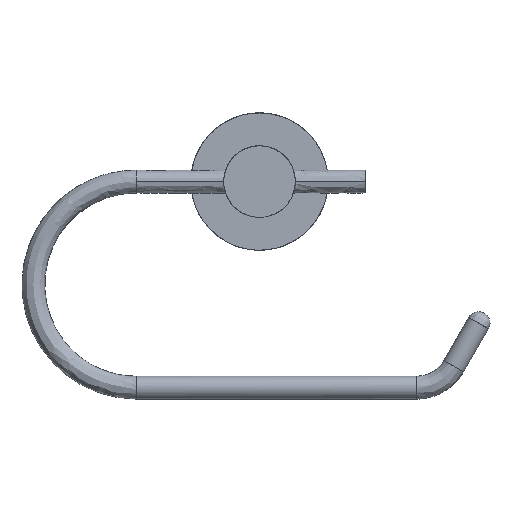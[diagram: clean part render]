
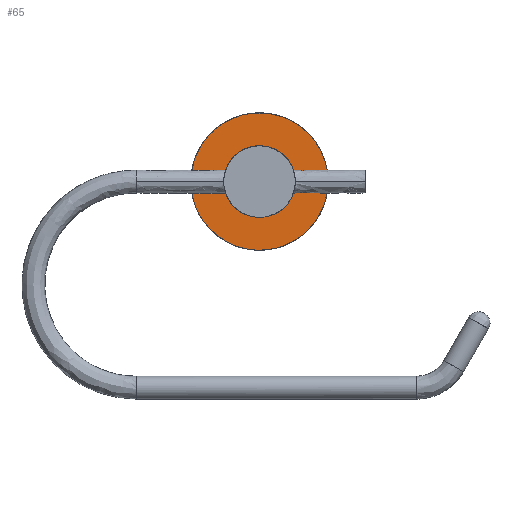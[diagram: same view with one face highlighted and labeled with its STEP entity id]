
A CAD part, front view. The second image highlights one B-rep face of the part: STEP entity #65.
In plain terms, the highlighted free-form (B-spline) face has degree [1, 1] with [2, 2] control points.
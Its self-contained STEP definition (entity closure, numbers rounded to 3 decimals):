
#11=FACE_BOUND('',#118,.T.);
#13=B_SPLINE_SURFACE_WITH_KNOTS('',1,1,((#965,#966),(#967,#968)),
 .UNSPECIFIED.,.F.,.F.,.F.,(2,2),(2,2),(0.,1.),(0.,1.),.UNSPECIFIED.);
#65=ADVANCED_FACE('',(#91,#11),#13,.T.);
#91=FACE_OUTER_BOUND('',#117,.T.);
#117=EDGE_LOOP('',(#150));
#118=EDGE_LOOP('',(#151));
#150=ORIENTED_EDGE('',*,*,#627,.T.);
#151=ORIENTED_EDGE('',*,*,#628,.T.);
#249=PCURVE('',#13,#348);
#250=PCURVE('',#13,#349);
#348=DEFINITIONAL_REPRESENTATION('',(#447),#1927);
#349=DEFINITIONAL_REPRESENTATION('',(#448),#1927);
#447=B_SPLINE_CURVE_WITH_KNOTS('',2,(#980,#981,#982,#983,#984,#985,#986,
#987,#988,#989,#990,#991,#992,#993,#994,#995,#996,#997,#998,#999,#1000,
#1001,#1002,#1003,#1004,#1005,#1006,#1007,#1008,#1009,#1010,#1011,#1012),
 .UNSPECIFIED.,.T.,.F.,(3,2,2,2,2,2,2,2,2,2,2,2,2,2,2,2,3),(0.,0.393,
0.785,1.178,1.571,1.963,2.356,
2.749,3.142,3.534,3.927,4.32,
4.712,5.105,5.498,5.89,6.283),
 .UNSPECIFIED.);
#448=B_SPLINE_CURVE_WITH_KNOTS('',2,(#1022,#1023,#1024,#1025,#1026,#1027,
#1028,#1029,#1030,#1031,#1032,#1033,#1034,#1035,#1036,#1037,#1038),
 .UNSPECIFIED.,.T.,.F.,(3,2,2,2,2,2,2,2,3),(0.,0.785,1.571,
2.356,3.142,3.927,4.712,5.498,
6.283),.UNSPECIFIED.);
#552=SURFACE_CURVE('',#702,(#249),.PCURVE_S1.);
#553=SURFACE_CURVE('',#703,(#250),.PCURVE_S1.);
#627=EDGE_CURVE('',#767,#767,#552,.T.);
#628=EDGE_CURVE('',#768,#768,#553,.T.);
#702=(
BOUNDED_CURVE()
B_SPLINE_CURVE(2,(#971,#972,#973,#974,#975,#976,#977,#978,#979),
 .UNSPECIFIED.,.T.,.F.)
B_SPLINE_CURVE_WITH_KNOTS((3,2,2,2,3),(0.,1.571,3.142,
4.712,6.283),.UNSPECIFIED.)
CURVE()
GEOMETRIC_REPRESENTATION_ITEM()
RATIONAL_B_SPLINE_CURVE((1.,0.707,1.,0.707,1.,0.707,
1.,0.707,1.))
REPRESENTATION_ITEM('')
);
#703=(
BOUNDED_CURVE()
B_SPLINE_CURVE(2,(#1013,#1014,#1015,#1016,#1017,#1018,#1019,#1020,#1021),
 .UNSPECIFIED.,.T.,.F.)
B_SPLINE_CURVE_WITH_KNOTS((3,2,2,2,3),(0.,1.571,3.142,
4.712,6.283),.UNSPECIFIED.)
CURVE()
GEOMETRIC_REPRESENTATION_ITEM()
RATIONAL_B_SPLINE_CURVE((1.,0.707,1.,0.707,1.,0.707,
1.,0.707,1.))
REPRESENTATION_ITEM('')
);
#767=VERTEX_POINT('',#969);
#768=VERTEX_POINT('',#970);
#965=CARTESIAN_POINT('',(-24.288,23.742,34.712));
#966=CARTESIAN_POINT('',(-24.288,23.742,83.288));
#967=CARTESIAN_POINT('',(24.288,23.742,34.712));
#968=CARTESIAN_POINT('',(24.288,23.742,83.288));
#969=CARTESIAN_POINT('',(24.,23.742,59.));
#970=CARTESIAN_POINT('',(12.5,23.742,59.));
#971=CARTESIAN_POINT('',(24.,23.742,59.));
#972=CARTESIAN_POINT('',(24.,23.742,83.));
#973=CARTESIAN_POINT('',(0.,23.742,83.));
#974=CARTESIAN_POINT('',(-24.,23.742,83.));
#975=CARTESIAN_POINT('',(-24.,23.742,59.));
#976=CARTESIAN_POINT('',(-24.,23.742,35.));
#977=CARTESIAN_POINT('',(0.,23.742,35.));
#978=CARTESIAN_POINT('',(24.,23.742,35.));
#979=CARTESIAN_POINT('',(24.,23.742,59.));
#980=CARTESIAN_POINT('',(0.994,0.5));
#981=CARTESIAN_POINT('',(0.994,0.598));
#982=CARTESIAN_POINT('',(0.956,0.689));
#983=CARTESIAN_POINT('',(0.919,0.78));
#984=CARTESIAN_POINT('',(0.849,0.849));
#985=CARTESIAN_POINT('',(0.78,0.919));
#986=CARTESIAN_POINT('',(0.689,0.956));
#987=CARTESIAN_POINT('',(0.598,0.994));
#988=CARTESIAN_POINT('',(0.5,0.994));
#989=CARTESIAN_POINT('',(0.402,0.994));
#990=CARTESIAN_POINT('',(0.311,0.956));
#991=CARTESIAN_POINT('',(0.22,0.919));
#992=CARTESIAN_POINT('',(0.151,0.849));
#993=CARTESIAN_POINT('',(0.081,0.78));
#994=CARTESIAN_POINT('',(0.044,0.689));
#995=CARTESIAN_POINT('',(0.006,0.598));
#996=CARTESIAN_POINT('',(0.006,0.5));
#997=CARTESIAN_POINT('',(0.006,0.402));
#998=CARTESIAN_POINT('',(0.044,0.311));
#999=CARTESIAN_POINT('',(0.081,0.22));
#1000=CARTESIAN_POINT('',(0.151,0.151));
#1001=CARTESIAN_POINT('',(0.22,0.081));
#1002=CARTESIAN_POINT('',(0.311,0.044));
#1003=CARTESIAN_POINT('',(0.402,0.006));
#1004=CARTESIAN_POINT('',(0.5,0.006));
#1005=CARTESIAN_POINT('',(0.598,0.006));
#1006=CARTESIAN_POINT('',(0.689,0.044));
#1007=CARTESIAN_POINT('',(0.78,0.081));
#1008=CARTESIAN_POINT('',(0.849,0.151));
#1009=CARTESIAN_POINT('',(0.919,0.22));
#1010=CARTESIAN_POINT('',(0.956,0.311));
#1011=CARTESIAN_POINT('',(0.994,0.402));
#1012=CARTESIAN_POINT('',(0.994,0.5));
#1013=CARTESIAN_POINT('',(12.5,23.742,59.));
#1014=CARTESIAN_POINT('',(12.5,23.742,46.5));
#1015=CARTESIAN_POINT('',(0.,23.742,46.5));
#1016=CARTESIAN_POINT('',(-12.5,23.742,46.5));
#1017=CARTESIAN_POINT('',(-12.5,23.742,59.));
#1018=CARTESIAN_POINT('',(-12.5,23.742,71.5));
#1019=CARTESIAN_POINT('',(0.,23.742,71.5));
#1020=CARTESIAN_POINT('',(12.5,23.742,71.5));
#1021=CARTESIAN_POINT('',(12.5,23.742,59.));
#1022=CARTESIAN_POINT('',(0.757,0.5));
#1023=CARTESIAN_POINT('',(0.757,0.393));
#1024=CARTESIAN_POINT('',(0.682,0.318));
#1025=CARTESIAN_POINT('',(0.607,0.243));
#1026=CARTESIAN_POINT('',(0.5,0.243));
#1027=CARTESIAN_POINT('',(0.393,0.243));
#1028=CARTESIAN_POINT('',(0.318,0.318));
#1029=CARTESIAN_POINT('',(0.243,0.393));
#1030=CARTESIAN_POINT('',(0.243,0.5));
#1031=CARTESIAN_POINT('',(0.243,0.607));
#1032=CARTESIAN_POINT('',(0.318,0.682));
#1033=CARTESIAN_POINT('',(0.393,0.757));
#1034=CARTESIAN_POINT('',(0.5,0.757));
#1035=CARTESIAN_POINT('',(0.607,0.757));
#1036=CARTESIAN_POINT('',(0.682,0.682));
#1037=CARTESIAN_POINT('',(0.757,0.607));
#1038=CARTESIAN_POINT('',(0.757,0.5));
#1927=(
GEOMETRIC_REPRESENTATION_CONTEXT(2)
PARAMETRIC_REPRESENTATION_CONTEXT()
REPRESENTATION_CONTEXT('pspace','')
);
